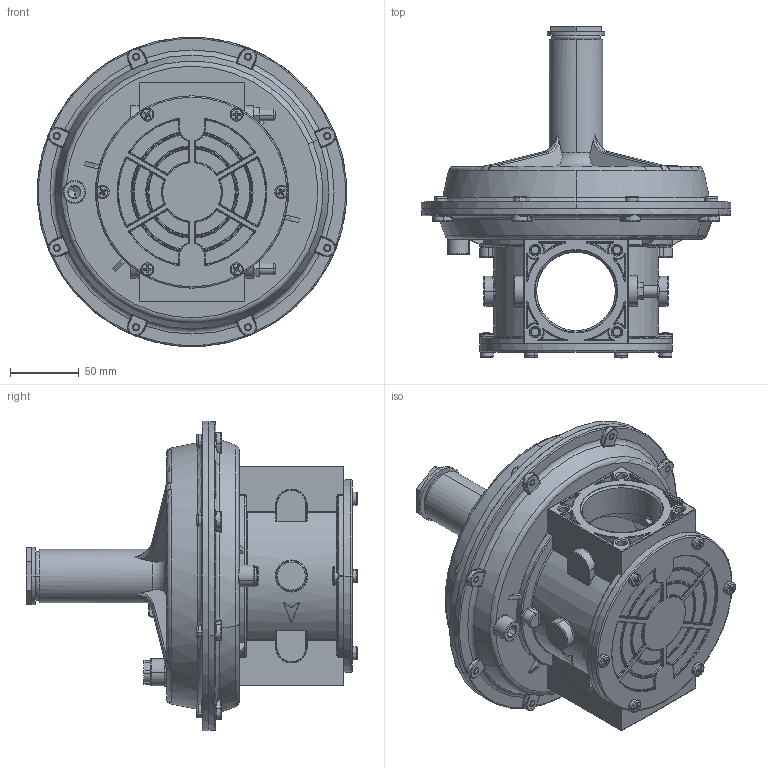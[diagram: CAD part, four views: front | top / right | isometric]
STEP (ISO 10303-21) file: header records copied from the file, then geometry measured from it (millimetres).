
FILE_DESCRIPTION((''),'2;1');
FILE_NAME('FC07_ASM','2014-05-28T',('Matteo Bolognesi'),(''),'PRO/ENGINEER BY PARAMETRIC TECHNOLOGY CORPORATION, 2012130','PRO/ENGINEER BY PARAMETRIC TECHNOLOGY CORPORATION, 2012130','');
FILE_SCHEMA(('CONFIG_CONTROL_DESIGN'));
Products named in the file (11): CO-1131; FO-0400; FL-0350; IM-0300; PRESSURETAP; OR-1280; RC06CAP; AN-0120; VITI1; PP-0015; FC07_ASM
Assembly tree (23 placements, depth 2):
  FC07_ASM
    CO-1131
    FO-0400
    FL-0350
    IM-0300
    PRESSURETAP
    OR-1280
    RC06CAP
    AN-0120
    VITI1  x14
    PP-0015
Bounding box: 225 x 241.35 x 225 mm (x, y, z)
Volume: 862562.9 mm3; surface area: 401203.8 mm2
Topology: 23 solids, 49 shells, 2829 faces, 6495 edges, 3777 vertices
Faces by surface type: cylinder 925, plane 519, torus 470, bspline 383, cone 335, sphere 165, extrusion 32
Entity records: 78365 total; most frequent: CARTESIAN_POINT 34300, DIRECTION 9531, ORIENTED_EDGE 8984, EDGE_CURVE 4544, AXIS2_PLACEMENT_3D 4129, VERTEX_POINT 2633, CIRCLE 2438, EDGE_LOOP 2171
